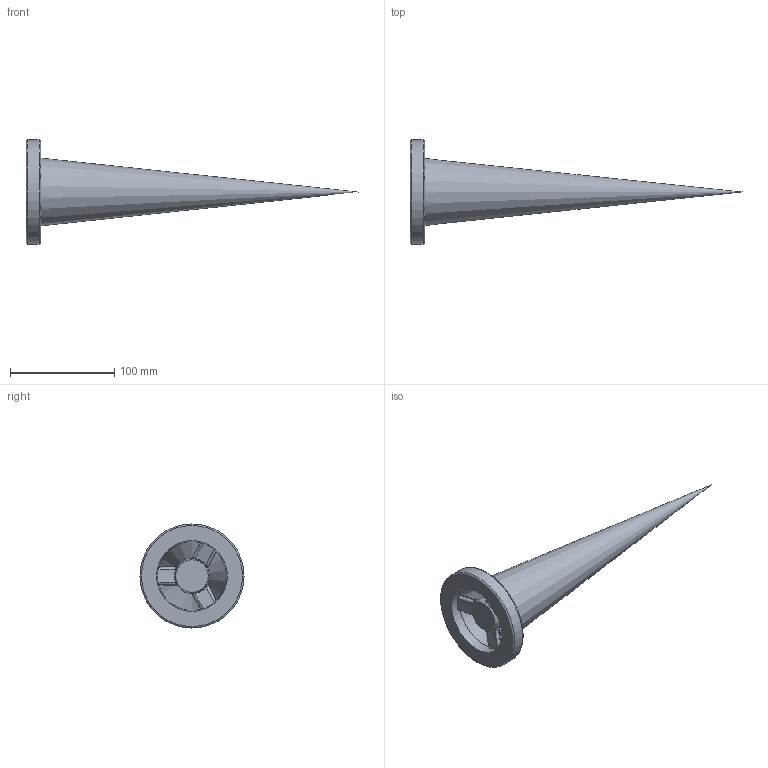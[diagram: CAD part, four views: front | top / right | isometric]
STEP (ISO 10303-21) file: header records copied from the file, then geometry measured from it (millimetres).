
FILE_DESCRIPTION(/* description */ (''),/* implementation_level */ '2;1');
FILE_NAME(/* name */ 'KN_100',/* time_stamp */ '2012-11-23T16:05:23+08:00',/* author */ (''),/* organization */ (''),/* preprocessor_version */ 'ST-DEVELOPER v9',/* originating_system */ 'UGS - NX 4.0',/* authorisation */ '');
FILE_SCHEMA (('CONFIG_CONTROL_DESIGN'));
Length unit declared in the file: millimetre
Products named in the file (1): Admi796Exl4u
Bounding box: 318.84 x 100 x 100 mm (x, y, z)
Surface area: 53233.9 mm2 (no closed solid volume)
Topology: 0 solids, 2 shells, 86 faces, 234 edges, 144 vertices
Faces by surface type: bspline 37, plane 17, cone 17, cylinder 8, torus 7
Full cylindrical faces by diameter (mm): 28 x1, 100 x1
Entity records: 3711 total; most frequent: CARTESIAN_POINT 1935, ORIENTED_EDGE 420, DIRECTION 242, EDGE_CURVE 210, VERTEX_POINT 136, B_SPLINE_CURVE_WITH_KNOTS 132, AXIS2_PLACEMENT_3D 114, EDGE_LOOP 101
